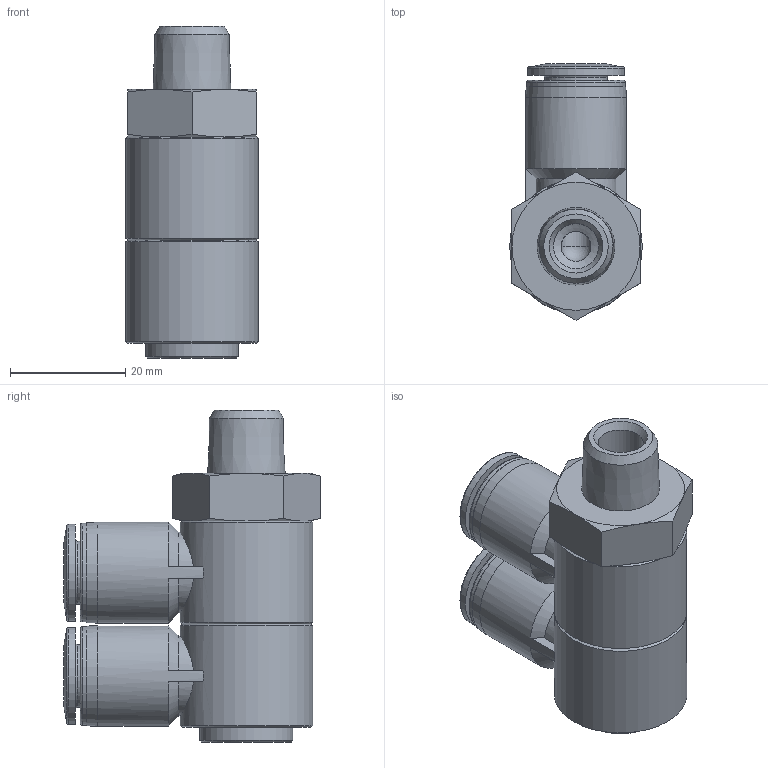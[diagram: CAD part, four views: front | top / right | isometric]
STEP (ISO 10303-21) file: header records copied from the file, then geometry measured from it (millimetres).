
FILE_DESCRIPTION(/* description */ ('STEP AP214'),/* implementation_level */ '2;1');
FILE_NAME(/* name */ '190771_QSLV2-1_4-3_8-U',/* time_stamp */ '2024-09-14T10:29:58+02:00',/* author */ ('License CC BY-ND 4.0'),/* organization */ ('CADENAS'),/* preprocessor_version */ 'ST-DEVELOPER v19.3',/* originating_system */ 'PARTsolutions',/* authorisation */ ' ');
FILE_SCHEMA (('AUTOMOTIVE_DESIGN {1 0 10303 214 3 1 1}'));
Length unit declared in the file: millimetre
Products named in the file (1): 190771 QSLV2-1/4-3/8-U
Bounding box: 23 x 44.53 x 57.6 mm (x, y, z)
Volume: 24960.5 mm3; surface area: 9890.6 mm2
Topology: 1 solids, 1 shells, 85 faces, 185 edges, 110 vertices
Faces by surface type: cone 29, plane 26, cylinder 21, torus 8, sphere 1
Full cylindrical faces by diameter (mm): 5.2 x3, 7.838 x1, 9.525 x2, 10.925 x2, 16.1 x1, 16.8 x2, 17.1 x2, 17.5 x2, 23 x2
Entity records: 2760 total; most frequent: CARTESIAN_POINT 483, DIRECTION 352, ORIENTED_EDGE 282, AXIS2_PLACEMENT_3D 165, EDGE_CURVE 141, EDGE_LOOP 137, FACE_BOUND 137, VERTEX_POINT 106
